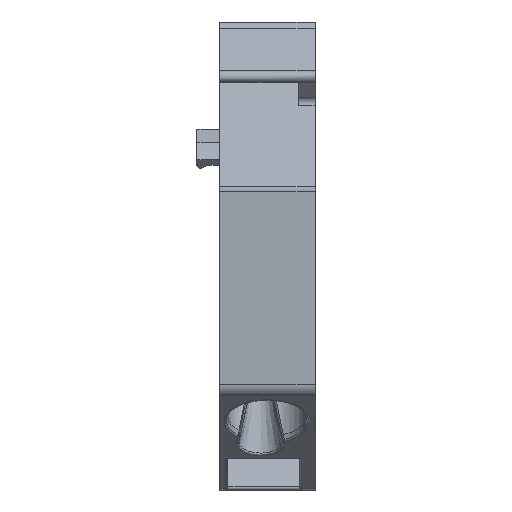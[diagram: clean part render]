
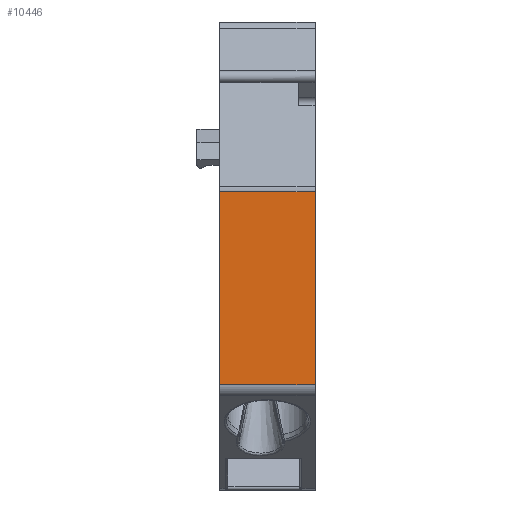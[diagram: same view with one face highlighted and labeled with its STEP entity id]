
A CAD part, left-side view. The second image highlights one B-rep face of the part: STEP entity #10446.
In plain terms, the highlighted planar face has unit normal (-1, 0, 0).
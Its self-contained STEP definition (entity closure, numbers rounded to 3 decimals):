
#425=DIRECTION('',(0.,0.,1.));
#426=VECTOR('',#425,16.175);
#427=CARTESIAN_POINT('',(-42.25,0.,-30.395));
#428=LINE('',#427,#426);
#769=DIRECTION('',(0.,0.,1.));
#770=VECTOR('',#769,16.175);
#771=CARTESIAN_POINT('',(-42.25,8.,-30.395));
#772=LINE('',#771,#770);
#3540=DIRECTION('',(0.,-1.,0.));
#3541=VECTOR('',#3540,8.);
#3542=CARTESIAN_POINT('',(-42.25,8.,-30.395));
#3543=LINE('',#3542,#3541);
#3544=DIRECTION('',(0.,1.,0.));
#3545=VECTOR('',#3544,8.);
#3546=CARTESIAN_POINT('',(-42.25,0.,-14.22));
#3547=LINE('',#3546,#3545);
#4744=CARTESIAN_POINT('',(-42.25,0.,-30.395));
#4746=VERTEX_POINT('',#4744);
#4750=CARTESIAN_POINT('',(-42.25,8.,-30.395));
#4751=VERTEX_POINT('',#4750);
#4752=CARTESIAN_POINT('',(-42.25,8.,-14.22));
#4754=VERTEX_POINT('',#4752);
#4758=CARTESIAN_POINT('',(-42.25,0.,-14.22));
#4759=VERTEX_POINT('',#4758);
#10434=CARTESIAN_POINT('',(-42.25,0.,-39.2));
#10435=DIRECTION('',(-1.,0.,0.));
#10436=DIRECTION('',(0.,0.,1.));
#10437=AXIS2_PLACEMENT_3D('',#10434,#10435,#10436);
#10438=PLANE('',#10437);
#10440=ORIENTED_EDGE('',*,*,#10439,.F.);
#10441=ORIENTED_EDGE('',*,*,#5831,.T.);
#10442=ORIENTED_EDGE('',*,*,#10429,.F.);
#10443=ORIENTED_EDGE('',*,*,#5542,.F.);
#10444=EDGE_LOOP('',(#10440,#10441,#10442,#10443));
#10445=FACE_OUTER_BOUND('',#10444,.F.);
#10446=ADVANCED_FACE('',(#10445),#10438,.T.);
#5542=EDGE_CURVE('',#4746,#4759,#428,.T.);
#5831=EDGE_CURVE('',#4751,#4754,#772,.T.);
#10429=EDGE_CURVE('',#4759,#4754,#3547,.T.);
#10439=EDGE_CURVE('',#4751,#4746,#3543,.T.);
